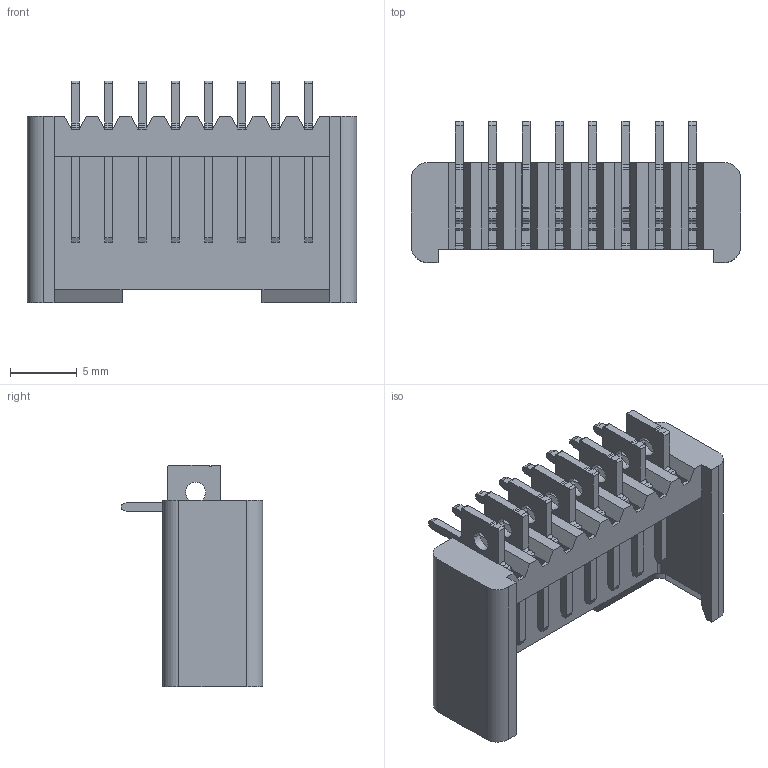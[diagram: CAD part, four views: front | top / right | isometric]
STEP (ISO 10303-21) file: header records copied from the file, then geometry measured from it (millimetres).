
FILE_DESCRIPTION( ('This file contains a STEP AP42 implementation' ,'as created by ZW3D STEP Interface translator.') ,'2;1' );
FILE_NAME( 'WF2512-WRXXGA1.stp' ,'23 426.10 837', (''), ('ZWCAD Software Co.'), 'Version 1.0', 'ZW3D to STEP translator', '' );
FILE_SCHEMA(('AUTOMOTIVE_DESIGN { 1 0 10303 214 1 1 1 1 }'));
Length unit declared in the file: millimetre
Products named in the file (2): 0; WF2512-WRXXGA1
Bounding box: 24.7 x 10.6 x 16.65 mm (x, y, z)
Volume: 902.8 mm3; surface area: 2066.8 mm2
Topology: 1 solids, 1 shells, 534 faces, 1680 edges, 1108 vertices
Faces by surface type: plane 378, cylinder 156
Entity records: 19263 total; most frequent: CARTESIAN_POINT 3411, ORIENTED_EDGE 3360, DIRECTION 3034, EDGE_CURVE 1680, VECTOR 1364, LINE 1364, VERTEX_POINT 1108, AXIS2_PLACEMENT_3D 835
